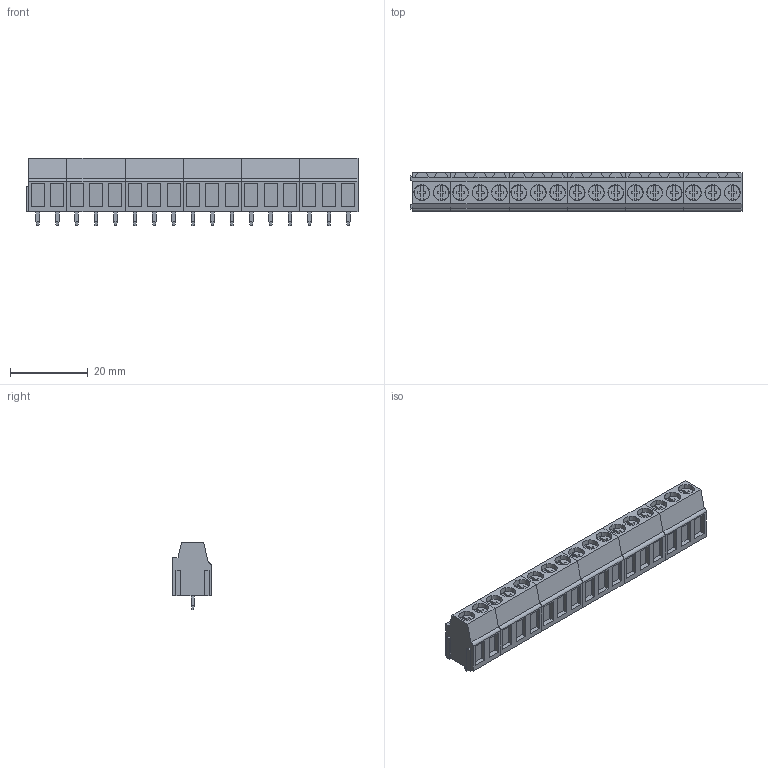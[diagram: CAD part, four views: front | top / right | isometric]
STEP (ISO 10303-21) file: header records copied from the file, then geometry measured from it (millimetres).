
FILE_DESCRIPTION(('CATIA V5 STEP Exchange','CAx-IF Rec.Pracs.--- Model Styling and Organization---1.4--- 2014-01-23'),'2;1');
FILE_NAME ('D1449956_1_1234130000_1234130000.stp','2021-02-24T14:12:25+00:00',('none'),('Weidmueller'),'CATIA Version 5-6 Release 2016 SP3 HF44','CATIA V5 STEP AP214','none');
FILE_SCHEMA(('AUTOMOTIVE_DESIGN { 1 0 10303 214 1 1 1 1 }'));
Length unit declared in the file: millimetre
Products named in the file (1): 1234130000
Bounding box: 85.55 x 10 x 17.3 mm (x, y, z)
Volume: 8358.6 mm3; surface area: 9988.5 mm2
Topology: 40 solids, 40 shells, 1454 faces, 3901 edges, 2578 vertices
Faces by surface type: plane 1210, cylinder 244
Entity records: 46338 total; most frequent: CARTESIAN_POINT 9010, ORIENTED_EDGE 7802, DIRECTION 6534, EDGE_CURVE 3901, VECTOR 3175, LINE 3175, VERTEX_POINT 2578, AXIS2_PLACEMENT_3D 1906
